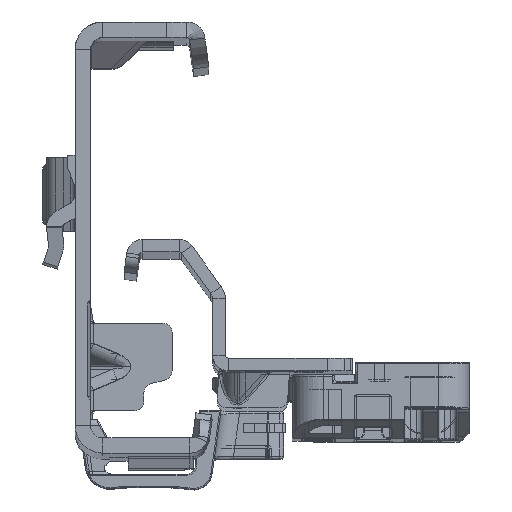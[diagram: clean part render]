
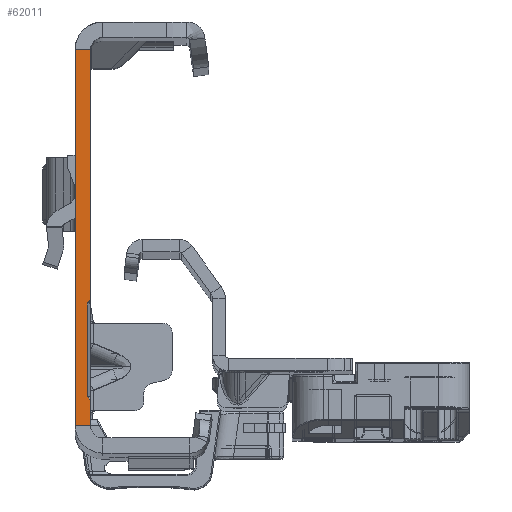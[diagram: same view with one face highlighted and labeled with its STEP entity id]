
A CAD part, top view. The second image highlights one B-rep face of the part: STEP entity #62011.
In plain terms, the highlighted planar face has unit normal (0, 0, 1).
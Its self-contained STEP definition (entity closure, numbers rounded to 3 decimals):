
#1161 = VERTEX_POINT ( 'NONE', #69111 ) ;
#1179 = VERTEX_POINT ( 'NONE', #119716 ) ;
#2451 = ORIENTED_EDGE ( 'NONE', *, *, #98840, .F. ) ;
#4621 = DIRECTION ( 'NONE',  ( 0.719, 0.695, 0. ) ) ;
#10232 = CARTESIAN_POINT ( 'NONE',  ( 0., 30., 0. ) ) ;
#10818 = LINE ( 'NONE', #32948, #13927 ) ;
#10854 = LINE ( 'NONE', #10232, #12523 ) ;
#12523 = VECTOR ( 'NONE', #29777, 1000. ) ;
#13089 = CARTESIAN_POINT ( 'NONE',  ( -0.259, -10.182, 0. ) ) ;
#13927 = VECTOR ( 'NONE', #62832, 1000. ) ;
#15271 = CARTESIAN_POINT ( 'NONE',  ( 0.082, -26.047, 0. ) ) ;
#17364 = EDGE_CURVE ( 'NONE', #30639, #47179, #10854, .T. ) ;
#18270 = CARTESIAN_POINT ( 'NONE',  ( -2.45, -30., 0. ) ) ;
#26226 = AXIS2_PLACEMENT_3D ( 'NONE', #26777, #114495, #33960 ) ;
#26777 = CARTESIAN_POINT ( 'NONE',  ( -2.45, -32., 0. ) ) ;
#28174 = ORIENTED_EDGE ( 'NONE', *, *, #35950, .T. ) ;
#29777 = DIRECTION ( 'NONE',  ( -1., 0., 0. ) ) ;
#30639 = VERTEX_POINT ( 'NONE', #91318 ) ;
#32948 = CARTESIAN_POINT ( 'NONE',  ( 0., -30., 0. ) ) ;
#33825 = VERTEX_POINT ( 'NONE', #18270 ) ;
#33960 = DIRECTION ( 'NONE',  ( 1., 0., 0. ) ) ;
#35701 = DIRECTION ( 'NONE',  ( 0., -1., 0. ) ) ;
#35950 = EDGE_CURVE ( 'NONE', #47179, #33825, #61110, .T. ) ;
#38297 = ORIENTED_EDGE ( 'NONE', *, *, #17364, .T. ) ;
#38346 = VERTEX_POINT ( 'NONE', #88345 ) ;
#40400 = CARTESIAN_POINT ( 'NONE',  ( -0.536, -10.45, 0. ) ) ;
#40662 = LINE ( 'NONE', #110140, #64600 ) ;
#40879 = VECTOR ( 'NONE', #111779, 1000. ) ;
#47141 = DIRECTION ( 'NONE',  ( -0.719, 0.695, 0. ) ) ;
#47179 = VERTEX_POINT ( 'NONE', #71628 ) ;
#47585 = EDGE_LOOP ( 'NONE', ( #121321, #95737, #57567, #38297, #28174, #2451, #72454, #52163 ) ) ;
#52163 = ORIENTED_EDGE ( 'NONE', *, *, #103978, .T. ) ;
#55840 = LINE ( 'NONE', #86360, #63533 ) ;
#56027 = PLANE ( 'NONE',  #26226 ) ;
#57567 = ORIENTED_EDGE ( 'NONE', *, *, #65547, .F. ) ;
#57657 = VERTEX_POINT ( 'NONE', #40400 ) ;
#58389 = CARTESIAN_POINT ( 'NONE',  ( 0., -32., 0. ) ) ;
#61110 = LINE ( 'NONE', #100752, #40879 ) ;
#61516 = VECTOR ( 'NONE', #4621, 1000. ) ;
#62011 = ADVANCED_FACE ( 'NONE', ( #115773 ), #56027, .T. ) ;
#62832 = DIRECTION ( 'NONE',  ( -1., 0., 0. ) ) ;
#63533 = VECTOR ( 'NONE', #35701, 1000. ) ;
#64600 = VECTOR ( 'NONE', #80294, 1000. ) ;
#65547 = EDGE_CURVE ( 'NONE', #30639, #38346, #98665, .T. ) ;
#69111 = CARTESIAN_POINT ( 'NONE',  ( -0.536, -25.45, 0. ) ) ;
#71628 = CARTESIAN_POINT ( 'NONE',  ( -2.45, 30., 0. ) ) ;
#72454 = ORIENTED_EDGE ( 'NONE', *, *, #103056, .F. ) ;
#74868 = EDGE_CURVE ( 'NONE', #57657, #38346, #102166, .T. ) ;
#80294 = DIRECTION ( 'NONE',  ( 0., -1., 0. ) ) ;
#80459 = DIRECTION ( 'NONE',  ( 0., -1., 0. ) ) ;
#81465 = VERTEX_POINT ( 'NONE', #127491 ) ;
#86360 = CARTESIAN_POINT ( 'NONE',  ( -0.536, -9.85, 0. ) ) ;
#88345 = CARTESIAN_POINT ( 'NONE',  ( 0., -9.932, 0. ) ) ;
#91318 = CARTESIAN_POINT ( 'NONE',  ( 0., 30., 0. ) ) ;
#95737 = ORIENTED_EDGE ( 'NONE', *, *, #74868, .T. ) ;
#96028 = EDGE_CURVE ( 'NONE', #57657, #1161, #55840, .T. ) ;
#98665 = LINE ( 'NONE', #58389, #107812 ) ;
#98840 = EDGE_CURVE ( 'NONE', #1179, #33825, #10818, .T. ) ;
#100752 = CARTESIAN_POINT ( 'NONE',  ( -2.45, -32., 0. ) ) ;
#102166 = LINE ( 'NONE', #13089, #61516 ) ;
#103056 = EDGE_CURVE ( 'NONE', #81465, #1179, #40662, .T. ) ;
#103978 = EDGE_CURVE ( 'NONE', #81465, #1161, #105639, .T. ) ;
#105639 = LINE ( 'NONE', #15271, #120838 ) ;
#107812 = VECTOR ( 'NONE', #80459, 1000. ) ;
#110140 = CARTESIAN_POINT ( 'NONE',  ( 0., -32., 0. ) ) ;
#111779 = DIRECTION ( 'NONE',  ( 0., -1., 0. ) ) ;
#114495 = DIRECTION ( 'NONE',  ( 0., 0., 1. ) ) ;
#115773 = FACE_OUTER_BOUND ( 'NONE', #47585, .T. ) ;
#119716 = CARTESIAN_POINT ( 'NONE',  ( 0., -30., 0. ) ) ;
#120838 = VECTOR ( 'NONE', #47141, 1000. ) ;
#121321 = ORIENTED_EDGE ( 'NONE', *, *, #96028, .F. ) ;
#127491 = CARTESIAN_POINT ( 'NONE',  ( 0., -25.968, 0. ) ) ;
